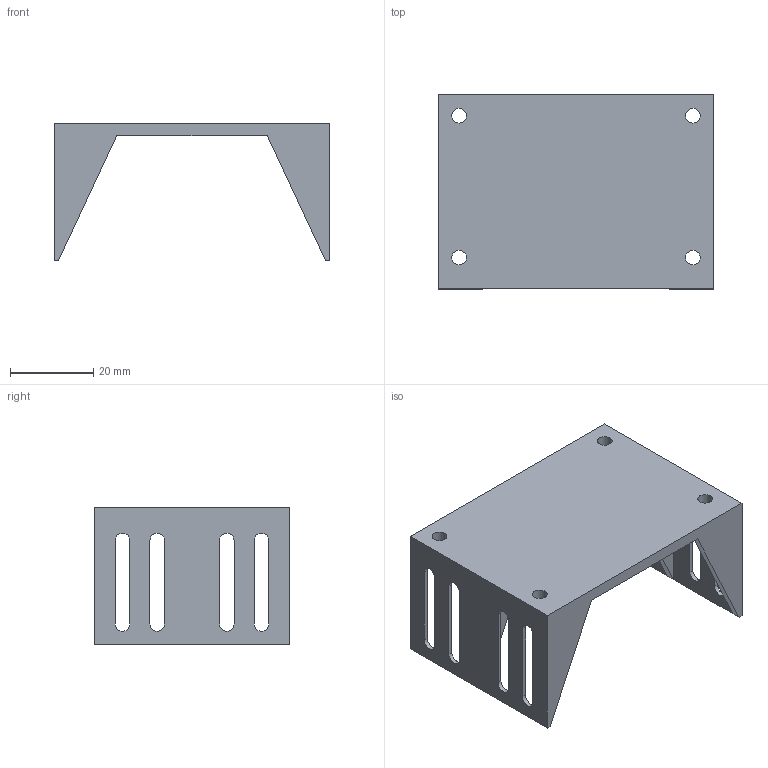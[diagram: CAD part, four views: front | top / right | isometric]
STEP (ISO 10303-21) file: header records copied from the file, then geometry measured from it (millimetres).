
FILE_DESCRIPTION(/* description */ (''),/* implementation_level */ '2;1');
FILE_NAME(/* name */ 'Bracket 5.step',/* time_stamp */ '2022-06-10T09:52:03-07:00',/* author */ (''),/* organization */ (''),/* preprocessor_version */ 'ST-DEVELOPER v19',/* originating_system */ 'Autodesk Translation Framework v11.7.0.108',/* authorisation */ '');
FILE_SCHEMA (('AUTOMOTIVE_DESIGN { 1 0 10303 214 3 1 1 }'));
Length unit declared in the file: millimetre
Products named in the file (2): Base_Arm; Component1
Assembly tree (1 placements, depth 2):
  Base_Arm
    Component1
Bounding box: 66 x 46.5 x 33 mm (x, y, z)
Volume: 12924.6 mm3; surface area: 13294.9 mm2
Topology: 1 solids, 1 shells, 58 faces, 162 edges, 106 vertices
Faces by surface type: plane 38, cylinder 20
Full cylindrical faces by diameter (mm): 3.5 x4
Entity records: 1959 total; most frequent: CARTESIAN_POINT 329, ORIENTED_EDGE 324, DIRECTION 324, EDGE_CURVE 162, LINE 122, VECTOR 122, VERTEX_POINT 106, AXIS2_PLACEMENT_3D 101
